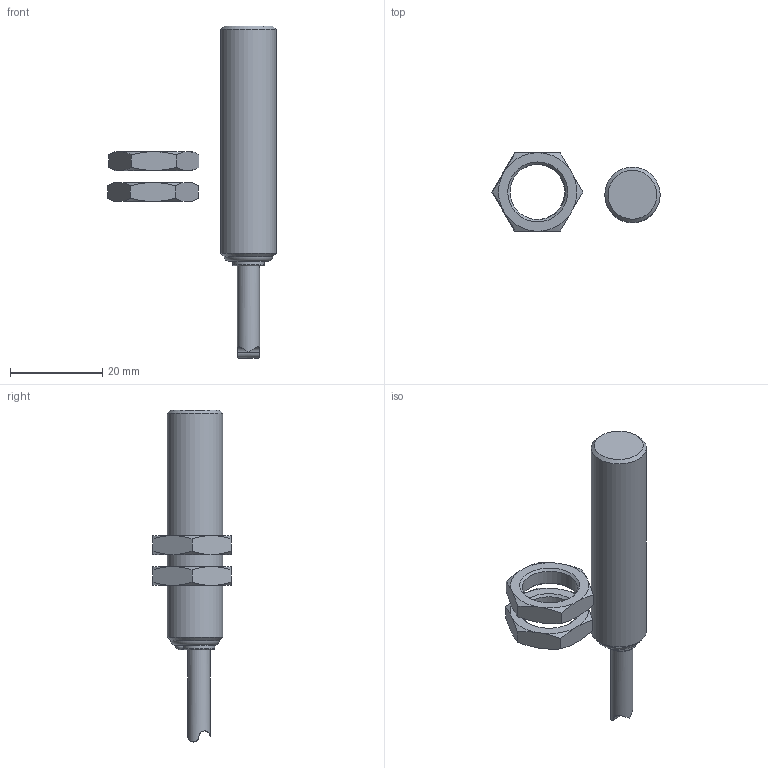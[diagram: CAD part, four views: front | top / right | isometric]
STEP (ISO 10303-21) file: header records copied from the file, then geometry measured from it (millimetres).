
FILE_DESCRIPTION(/* description */ (''),/* implementation_level */ '2;1');
FILE_NAME(/* name */ 'IC120106.stp',/* time_stamp */ '2016-10-04T14:15:43+02:00',/* author */ ('mitarbeiter'),/* organization */ (''),/* preprocessor_version */ 'ST-DEVELOPER v15.2',/* originating_system */ 'Autodesk Inventor 2014',/* authorisation */ '');
FILE_SCHEMA (('AUTOMOTIVE_DESIGN { 1 0 10303 214 3 1 1 }'));
Length unit declared in the file: millimetre
Products named in the file (3): IC120106; M12x1 Mutter
Bounding box: 36.49 x 16.95 x 72 mm (x, y, z)
Volume: 7170.4 mm3; surface area: 3659.4 mm2
Topology: 3 solids, 3 shells, 61 faces, 158 edges, 104 vertices
Faces by surface type: cone 30, plane 21, cylinder 7, torus 2, sphere 1
Full cylindrical faces by diameter (mm): 4.8 x1, 6.8 x1, 12 x3
Entity records: 1178 total; most frequent: CARTESIAN_POINT 321, DIRECTION 167, ORIENTED_EDGE 160, EDGE_CURVE 80, AXIS2_PLACEMENT_3D 74, VERTEX_POINT 58, EDGE_LOOP 52, FACE_OUTER_BOUND 38
